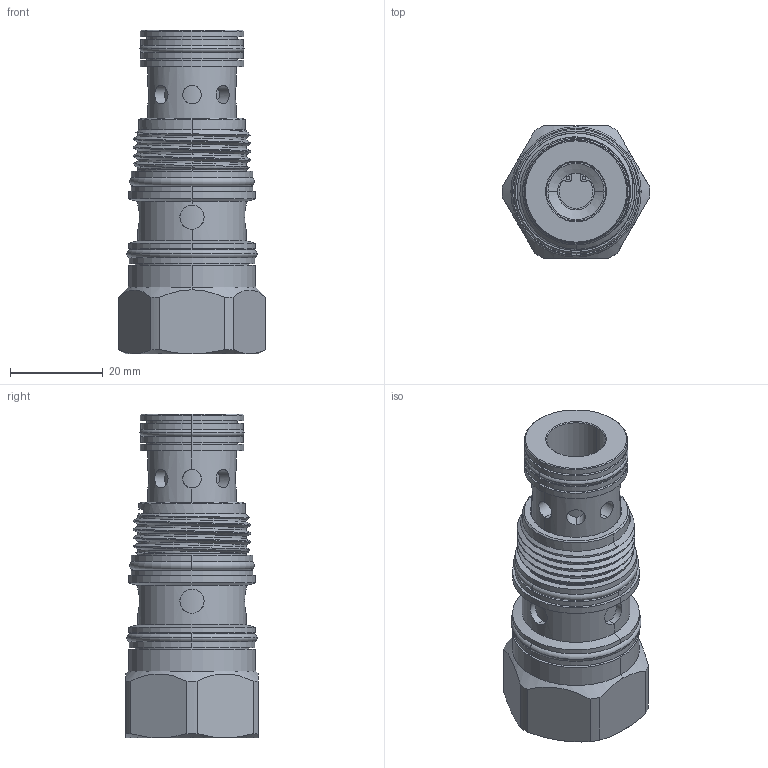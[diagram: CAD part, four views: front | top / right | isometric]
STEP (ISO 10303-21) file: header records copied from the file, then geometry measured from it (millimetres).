
FILE_DESCRIPTION (( 'STEP AP203' ), '1' );
FILE_NAME ('FR2A3F-N.STEP', '2016-05-20T08:13:51', ( '' ), ( '' ), 'SwSTEP 2.0', 'SolidWorks 2012', '' );
FILE_SCHEMA (( 'CONFIG_CONTROL_DESIGN' ));
Length unit declared in the file: millimetre
Products named in the file (1): FR2A3F-N
Bounding box: 31.79 x 28.57 x 69.76 mm (x, y, z)
Volume: 32116.5 mm3; surface area: 11337.7 mm2
Topology: 6 solids, 6 shells, 204 faces, 467 edges, 294 vertices
Faces by surface type: cylinder 128, plane 34, cone 28, torus 12, bspline 2
Entity records: 7914 total; most frequent: CARTESIAN_POINT 3318, DIRECTION 955, ORIENTED_EDGE 934, EDGE_CURVE 467, AXIS2_PLACEMENT_3D 401, VERTEX_POINT 294, EDGE_LOOP 233, FACE_OUTER_BOUND 204
